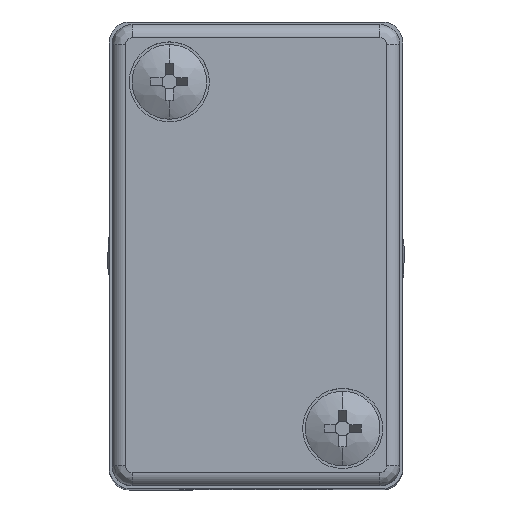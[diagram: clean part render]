
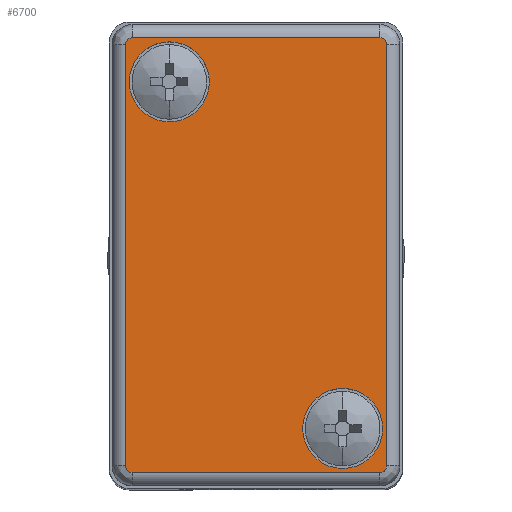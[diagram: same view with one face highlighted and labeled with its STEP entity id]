
A CAD part, top view. The second image highlights one B-rep face of the part: STEP entity #6700.
In plain terms, the highlighted planar face has unit normal (0, 0, 1).
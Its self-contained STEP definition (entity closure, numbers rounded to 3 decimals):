
#30 = EDGE_CURVE ( 'NONE', #8820, #7921, #8369, .T. ) ;
#70 = DIRECTION ( 'NONE',  ( 0., 0., -1. ) ) ;
#192 = CARTESIAN_POINT ( 'NONE',  ( -26.449, 33.964, 29.255 ) ) ;
#201 = LINE ( 'NONE', #11690, #5107 ) ;
#242 = CARTESIAN_POINT ( 'NONE',  ( -26.649, 30.664, 29.255 ) ) ;
#259 =( BOUNDED_CURVE ( )  B_SPLINE_CURVE ( 3, ( #6026, #5084, #7860, #2345 ),
 .UNSPECIFIED., .F., .T. ) 
 B_SPLINE_CURVE_WITH_KNOTS ( ( 4, 4 ),
 ( 0., 1. ),
 .UNSPECIFIED. ) 
 CURVE ( )  GEOMETRIC_REPRESENTATION_ITEM ( )  RATIONAL_B_SPLINE_CURVE ( ( 1., 0.805, 0.805, 1. ) ) 
 REPRESENTATION_ITEM ( '' )  );
#585 = EDGE_LOOP ( 'NONE', ( #9620, #6554 ) ) ;
#839 = DIRECTION ( 'NONE',  ( 0., 0., 1. ) ) ;
#916 = VERTEX_POINT ( 'NONE', #9613 ) ;
#1090 =( BOUNDED_CURVE ( )  B_SPLINE_CURVE ( 3, ( #6436, #1832, #5727, #192 ),
 .UNSPECIFIED., .F., .F. ) 
 B_SPLINE_CURVE_WITH_KNOTS ( ( 4, 4 ),
 ( 0., 1. ),
 .UNSPECIFIED. ) 
 CURVE ( )  GEOMETRIC_REPRESENTATION_ITEM ( )  RATIONAL_B_SPLINE_CURVE ( ( 1., 0.805, 0.805, 1. ) ) 
 REPRESENTATION_ITEM ( '' )  );
#1195 = ORIENTED_EDGE ( 'NONE', *, *, #10801, .F. ) ;
#1339 = CARTESIAN_POINT ( 'NONE',  ( -13.649, 4.664, 29.255 ) ) ;
#1403 = CARTESIAN_POINT ( 'NONE',  ( -26.949, 33.464, 29.255 ) ) ;
#1456 = DIRECTION ( 'NONE',  ( 0., 0., 1. ) ) ;
#1557 = VERTEX_POINT ( 'NONE', #10673 ) ;
#1791 = CIRCLE ( 'NONE', #6558, 3. ) ;
#1810 = VERTEX_POINT ( 'NONE', #8873 ) ;
#1832 = CARTESIAN_POINT ( 'NONE',  ( -26.949, 33.757, 29.255 ) ) ;
#1878 = DIRECTION ( 'NONE',  ( 0., 0., 1. ) ) ;
#1935 = EDGE_CURVE ( 'NONE', #5819, #7508, #1791, .T. ) ;
#1945 = CARTESIAN_POINT ( 'NONE',  ( -26.742, 1.364, 29.255 ) ) ;
#1974 = AXIS2_PLACEMENT_3D ( 'NONE', #4654, #70, #6515 ) ;
#2201 = CARTESIAN_POINT ( 'NONE',  ( -20.649, 30.664, 29.255 ) ) ;
#2237 = CARTESIAN_POINT ( 'NONE',  ( -7.849, 1.364, 29.255 ) ) ;
#2294 = VERTEX_POINT ( 'NONE', #3997 ) ;
#2345 = CARTESIAN_POINT ( 'NONE',  ( -7.349, 33.464, 29.255 ) ) ;
#2433 = CARTESIAN_POINT ( 'NONE',  ( -7.849, 33.964, 29.255 ) ) ;
#2615 = ORIENTED_EDGE ( 'NONE', *, *, #30, .F. ) ;
#2739 = AXIS2_PLACEMENT_3D ( 'NONE', #4826, #11283, #5767 ) ;
#2834 = DIRECTION ( 'NONE',  ( 0., 1., 0. ) ) ;
#2880 = CARTESIAN_POINT ( 'NONE',  ( -26.949, 1.571, 29.255 ) ) ;
#3192 = CARTESIAN_POINT ( 'NONE',  ( -7.349, 17.664, 29.255 ) ) ;
#3428 = AXIS2_PLACEMENT_3D ( 'NONE', #11936, #1878, #11736 ) ;
#3503 = ORIENTED_EDGE ( 'NONE', *, *, #3846, .F. ) ;
#3692 = LINE ( 'NONE', #5621, #10766 ) ;
#3738 = EDGE_CURVE ( 'NONE', #7508, #5819, #6382, .T. ) ;
#3791 = FACE_OUTER_BOUND ( 'NONE', #3874, .T. ) ;
#3835 = ORIENTED_EDGE ( 'NONE', *, *, #7812, .F. ) ;
#3846 = EDGE_CURVE ( 'NONE', #6447, #4413, #9291, .T. ) ;
#3874 = EDGE_LOOP ( 'NONE', ( #7114, #3990, #3835, #11211, #3503, #7701, #7767, #1195 ) ) ;
#3990 = ORIENTED_EDGE ( 'NONE', *, *, #11456, .F. ) ;
#3997 = CARTESIAN_POINT ( 'NONE',  ( -7.349, 33.464, 29.255 ) ) ;
#4106 = VERTEX_POINT ( 'NONE', #1403 ) ;
#4413 = VERTEX_POINT ( 'NONE', #7315 ) ;
#4654 = CARTESIAN_POINT ( 'NONE',  ( -17.149, 17.664, 29.255 ) ) ;
#4826 = CARTESIAN_POINT ( 'NONE',  ( -23.649, 30.664, 29.255 ) ) ;
#4979 = CARTESIAN_POINT ( 'NONE',  ( -7.349, 1.864, 29.255 ) ) ;
#4990 = LINE ( 'NONE', #5868, #7720 ) ;
#5084 = CARTESIAN_POINT ( 'NONE',  ( -7.556, 33.964, 29.255 ) ) ;
#5107 = VECTOR ( 'NONE', #7083, 1000. ) ;
#5334 = EDGE_CURVE ( 'NONE', #7921, #8820, #6501, .T. ) ;
#5621 = CARTESIAN_POINT ( 'NONE',  ( -26.949, 17.664, 29.255 ) ) ;
#5727 = CARTESIAN_POINT ( 'NONE',  ( -26.742, 33.964, 29.255 ) ) ;
#5767 = DIRECTION ( 'NONE',  ( 1., 0., 0. ) ) ;
#5780 = EDGE_CURVE ( 'NONE', #1557, #916, #11224, .T. ) ;
#5819 = VERTEX_POINT ( 'NONE', #1339 ) ;
#5868 = CARTESIAN_POINT ( 'NONE',  ( -17.149, 1.364, 29.255 ) ) ;
#6026 = CARTESIAN_POINT ( 'NONE',  ( -7.849, 33.964, 29.255 ) ) ;
#6138 = AXIS2_PLACEMENT_3D ( 'NONE', #6365, #839, #7278 ) ;
#6365 = CARTESIAN_POINT ( 'NONE',  ( -10.649, 4.664, 29.255 ) ) ;
#6382 = CIRCLE ( 'NONE', #6138, 3. ) ;
#6436 = CARTESIAN_POINT ( 'NONE',  ( -26.949, 33.464, 29.255 ) ) ;
#6447 = VERTEX_POINT ( 'NONE', #6483 ) ;
#6483 = CARTESIAN_POINT ( 'NONE',  ( -26.449, 1.364, 29.255 ) ) ;
#6501 = CIRCLE ( 'NONE', #2739, 3. ) ;
#6515 = DIRECTION ( 'NONE',  ( -1., 0., 0. ) ) ;
#6554 = ORIENTED_EDGE ( 'NONE', *, *, #1935, .F. ) ;
#6558 = AXIS2_PLACEMENT_3D ( 'NONE', #6975, #1456, #7909 ) ;
#6700 = ADVANCED_FACE ( 'NONE', ( #8673, #11147, #3791 ), #8295, .F. ) ;
#6957 = EDGE_CURVE ( 'NONE', #7638, #2294, #259, .T. ) ;
#6975 = CARTESIAN_POINT ( 'NONE',  ( -10.649, 4.664, 29.255 ) ) ;
#7083 = DIRECTION ( 'NONE',  ( 1., 0., 0. ) ) ;
#7114 = ORIENTED_EDGE ( 'NONE', *, *, #6957, .F. ) ;
#7278 = DIRECTION ( 'NONE',  ( 1., 0., 0. ) ) ;
#7315 = CARTESIAN_POINT ( 'NONE',  ( -26.949, 1.864, 29.255 ) ) ;
#7508 = VERTEX_POINT ( 'NONE', #9520 ) ;
#7638 = VERTEX_POINT ( 'NONE', #2433 ) ;
#7701 = ORIENTED_EDGE ( 'NONE', *, *, #10201, .F. ) ;
#7720 = VECTOR ( 'NONE', #10480, 1000. ) ;
#7758 = CARTESIAN_POINT ( 'NONE',  ( -7.556, 1.364, 29.255 ) ) ;
#7767 = ORIENTED_EDGE ( 'NONE', *, *, #5780, .F. ) ;
#7812 = EDGE_CURVE ( 'NONE', #4106, #1810, #1090, .T. ) ;
#7860 = CARTESIAN_POINT ( 'NONE',  ( -7.349, 33.757, 29.255 ) ) ;
#7909 = DIRECTION ( 'NONE',  ( 1., 0., 0. ) ) ;
#7921 = VERTEX_POINT ( 'NONE', #2201 ) ;
#8295 = PLANE ( 'NONE',  #1974 ) ;
#8369 = CIRCLE ( 'NONE', #3428, 3. ) ;
#8400 = CARTESIAN_POINT ( 'NONE',  ( -26.449, 1.364, 29.255 ) ) ;
#8673 = FACE_BOUND ( 'NONE', #585, .T. ) ;
#8820 = VERTEX_POINT ( 'NONE', #242 ) ;
#8873 = CARTESIAN_POINT ( 'NONE',  ( -26.449, 33.964, 29.255 ) ) ;
#9029 = VECTOR ( 'NONE', #9636, 1000. ) ;
#9291 =( BOUNDED_CURVE ( )  B_SPLINE_CURVE ( 3, ( #8400, #1945, #2880, #9326 ),
 .UNSPECIFIED., .F., .F. ) 
 B_SPLINE_CURVE_WITH_KNOTS ( ( 4, 4 ),
 ( 0., 1. ),
 .UNSPECIFIED. ) 
 CURVE ( )  GEOMETRIC_REPRESENTATION_ITEM ( )  RATIONAL_B_SPLINE_CURVE ( ( 1., 0.805, 0.805, 1. ) ) 
 REPRESENTATION_ITEM ( '' )  );
#9326 = CARTESIAN_POINT ( 'NONE',  ( -26.949, 1.864, 29.255 ) ) ;
#9520 = CARTESIAN_POINT ( 'NONE',  ( -7.649, 4.664, 29.255 ) ) ;
#9613 = CARTESIAN_POINT ( 'NONE',  ( -7.849, 1.364, 29.255 ) ) ;
#9620 = ORIENTED_EDGE ( 'NONE', *, *, #3738, .F. ) ;
#9636 = DIRECTION ( 'NONE',  ( 0., -1., 0. ) ) ;
#10201 = EDGE_CURVE ( 'NONE', #916, #6447, #4990, .T. ) ;
#10480 = DIRECTION ( 'NONE',  ( -1., 0., 0. ) ) ;
#10673 = CARTESIAN_POINT ( 'NONE',  ( -7.349, 1.864, 29.255 ) ) ;
#10766 = VECTOR ( 'NONE', #2834, 1000. ) ;
#10801 = EDGE_CURVE ( 'NONE', #2294, #1557, #11477, .T. ) ;
#11012 = ORIENTED_EDGE ( 'NONE', *, *, #5334, .F. ) ;
#11094 = EDGE_CURVE ( 'NONE', #4413, #4106, #3692, .T. ) ;
#11147 = FACE_BOUND ( 'NONE', #11410, .T. ) ;
#11211 = ORIENTED_EDGE ( 'NONE', *, *, #11094, .F. ) ;
#11224 =( BOUNDED_CURVE ( )  B_SPLINE_CURVE ( 3, ( #4979, #11430, #7758, #2237 ),
 .UNSPECIFIED., .F., .F. ) 
 B_SPLINE_CURVE_WITH_KNOTS ( ( 4, 4 ),
 ( 0., 1. ),
 .UNSPECIFIED. ) 
 CURVE ( )  GEOMETRIC_REPRESENTATION_ITEM ( )  RATIONAL_B_SPLINE_CURVE ( ( 1., 0.805, 0.805, 1. ) ) 
 REPRESENTATION_ITEM ( '' )  );
#11283 = DIRECTION ( 'NONE',  ( 0., 0., 1. ) ) ;
#11410 = EDGE_LOOP ( 'NONE', ( #11012, #2615 ) ) ;
#11430 = CARTESIAN_POINT ( 'NONE',  ( -7.349, 1.571, 29.255 ) ) ;
#11456 = EDGE_CURVE ( 'NONE', #1810, #7638, #201, .T. ) ;
#11477 = LINE ( 'NONE', #3192, #9029 ) ;
#11690 = CARTESIAN_POINT ( 'NONE',  ( -17.149, 33.964, 29.255 ) ) ;
#11736 = DIRECTION ( 'NONE',  ( 1., 0., 0. ) ) ;
#11936 = CARTESIAN_POINT ( 'NONE',  ( -23.649, 30.664, 29.255 ) ) ;
